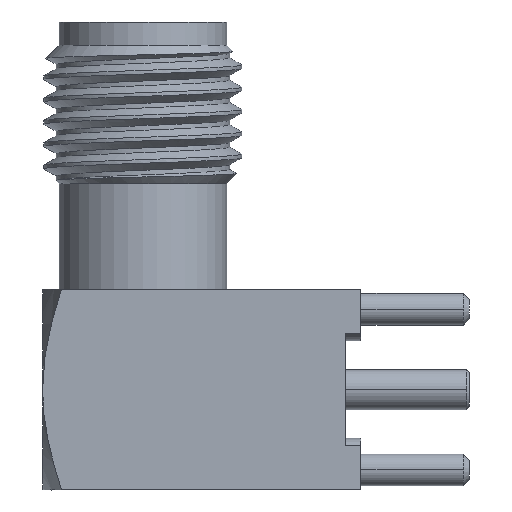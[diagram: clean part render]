
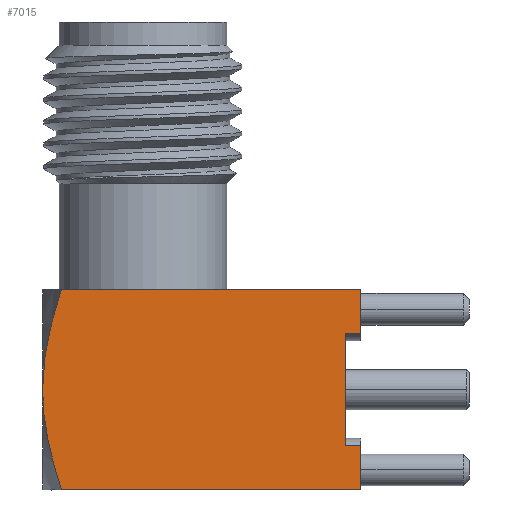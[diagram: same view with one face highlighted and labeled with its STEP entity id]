
A CAD part, front view. The second image highlights one B-rep face of the part: STEP entity #7015.
In plain terms, the highlighted face is planar.
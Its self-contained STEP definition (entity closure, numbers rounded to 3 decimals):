
#152 = CARTESIAN_POINT ( 'NONE',  ( 3.174, -1.063, 9.493 ) ) ;
#443 = CARTESIAN_POINT ( 'NONE',  ( 3.175, -1.592, 9.399 ) ) ;
#475 = CARTESIAN_POINT ( 'NONE',  ( 3.175, 1.662, 9.384 ) ) ;
#545 = CARTESIAN_POINT ( 'NONE',  ( 3.175, 1.619, 9.393 ) ) ;
#582 = CARTESIAN_POINT ( 'NONE',  ( 3.175, 1.822, 9.35 ) ) ;
#584 = VERTEX_POINT ( 'NONE', #6157 ) ;
#630 = CARTESIAN_POINT ( 'NONE',  ( 3.175, -3.175, 8.972 ) ) ;
#679 = EDGE_CURVE ( 'NONE', #1840, #4449, #6267, .T. ) ;
#814 = LINE ( 'NONE', #7160, #1349 ) ;
#877 = AXIS2_PLACEMENT_3D ( 'NONE', #2496, #5968, #7050 ) ;
#956 = EDGE_CURVE ( 'NONE', #1840, #3438, #2665, .T. ) ;
#991 = CARTESIAN_POINT ( 'NONE',  ( 3.173, 1.058, 9.497 ) ) ;
#1070 = CARTESIAN_POINT ( 'NONE',  ( 3.173, 0.53, 9.555 ) ) ;
#1104 = CARTESIAN_POINT ( 'NONE',  ( 3.175, 3.175, 8.972 ) ) ;
#1149 = VECTOR ( 'NONE', #1574, 1000. ) ;
#1349 = VECTOR ( 'NONE', #7121, 1000. ) ;
#1570 = CARTESIAN_POINT ( 'NONE',  ( 3.175, -3.175, 8.972 ) ) ;
#1574 = DIRECTION ( 'NONE',  ( 0., 0., 1. ) ) ;
#1602 = CARTESIAN_POINT ( 'NONE',  ( 3.175, 1.715, 9.373 ) ) ;
#1644 = CARTESIAN_POINT ( 'NONE',  ( 3.175, 0.271, 9.57 ) ) ;
#1666 = VERTEX_POINT ( 'NONE', #5006 ) ;
#1788 = FACE_OUTER_BOUND ( 'NONE', #3576, .T. ) ;
#1840 = VERTEX_POINT ( 'NONE', #5439 ) ;
#1878 = EDGE_CURVE ( 'NONE', #1971, #4449, #6834, .T. ) ;
#1925 = CARTESIAN_POINT ( 'NONE',  ( 3.175, -0.535, 9.554 ) ) ;
#1945 = VECTOR ( 'NONE', #2900, 1000. ) ;
#1971 = VERTEX_POINT ( 'NONE', #6274 ) ;
#2019 = LINE ( 'NONE', #3173, #3740 ) ;
#2094 = ORIENTED_EDGE ( 'NONE', *, *, #3505, .F. ) ;
#2164 = CARTESIAN_POINT ( 'NONE',  ( 3.175, -1.602, 9.397 ) ) ;
#2194 = CARTESIAN_POINT ( 'NONE',  ( 3.175, -1.767, 0. ) ) ;
#2292 = ORIENTED_EDGE ( 'NONE', *, *, #6635, .F. ) ;
#2496 = CARTESIAN_POINT ( 'NONE',  ( 3.175, 27.459, 9.57 ) ) ;
#2586 = VECTOR ( 'NONE', #6805, 1000. ) ;
#2665 = LINE ( 'NONE', #3203, #4721 ) ;
#2673 = CARTESIAN_POINT ( 'NONE',  ( 3.175, -1.767, -0.5 ) ) ;
#2701 = CARTESIAN_POINT ( 'NONE',  ( 3.175, 1.64, 9.389 ) ) ;
#2710 = CARTESIAN_POINT ( 'NONE',  ( 3.175, -1.575, 9.402 ) ) ;
#2742 = B_SPLINE_CURVE_WITH_KNOTS ( 'NONE', 3,
 ( #4525, #1644, #1070, #991, #5583, #545, #4447, #2701, #475, #1602, #582, #5019, #3379, #6737, #7421, #6261, #1104 ),
 .UNSPECIFIED., .F., .F.,
 ( 4, 2, 2, 2, 1, 1, 1, 2, 2, 4 ),
 ( 0., 0.25, 0.5, 0.508, 0.516, 0.531, 0.562, 0.625, 0.75, 1. ),
 .UNSPECIFIED. ) ;
#2900 = DIRECTION ( 'NONE',  ( 0., 0., -1. ) ) ;
#2911 = ORIENTED_EDGE ( 'NONE', *, *, #679, .T. ) ;
#2941 = PLANE ( 'NONE',  #877 ) ;
#3025 = CARTESIAN_POINT ( 'NONE',  ( 3.175, 1.767, 0. ) ) ;
#3173 = CARTESIAN_POINT ( 'NONE',  ( 3.175, 3.175, -0.5 ) ) ;
#3203 = CARTESIAN_POINT ( 'NONE',  ( 3.175, -1.767, 0. ) ) ;
#3326 = CARTESIAN_POINT ( 'NONE',  ( 3.175, 1.767, -0.5 ) ) ;
#3362 = CARTESIAN_POINT ( 'NONE',  ( 3.175, -3.175, -0.5 ) ) ;
#3379 = CARTESIAN_POINT ( 'NONE',  ( 3.176, 2.101, 9.283 ) ) ;
#3425 = CARTESIAN_POINT ( 'NONE',  ( 3.176, -0.274, 9.569 ) ) ;
#3438 = VERTEX_POINT ( 'NONE', #2673 ) ;
#3505 = EDGE_CURVE ( 'NONE', #5173, #5943, #6031, .T. ) ;
#3543 = VECTOR ( 'NONE', #4602, 1000. ) ;
#3576 = EDGE_LOOP ( 'NONE', ( #7175, #4124, #6968, #2911, #4561, #2292, #5889, #6705, #2094 ) ) ;
#3740 = VECTOR ( 'NONE', #4271, 1000. ) ;
#3854 = CARTESIAN_POINT ( 'NONE',  ( 3.176, -2.605, 9.155 ) ) ;
#4124 = ORIENTED_EDGE ( 'NONE', *, *, #7082, .F. ) ;
#4271 = DIRECTION ( 'NONE',  ( 0., -1., 0. ) ) ;
#4447 = CARTESIAN_POINT ( 'NONE',  ( 3.175, 1.625, 9.392 ) ) ;
#4449 = VERTEX_POINT ( 'NONE', #3025 ) ;
#4507 = CARTESIAN_POINT ( 'NONE',  ( 3.175, 3.175, 8.972 ) ) ;
#4525 = CARTESIAN_POINT ( 'NONE',  ( 3.175, 0., 9.57 ) ) ;
#4561 = ORIENTED_EDGE ( 'NONE', *, *, #1878, .F. ) ;
#4572 = EDGE_CURVE ( 'NONE', #1666, #584, #5040, .T. ) ;
#4602 = DIRECTION ( 'NONE',  ( 0., 1., 0. ) ) ;
#4636 = VERTEX_POINT ( 'NONE', #3362 ) ;
#4721 = VECTOR ( 'NONE', #6081, 1000. ) ;
#4749 = CARTESIAN_POINT ( 'NONE',  ( 3.175, 0., 9.57 ) ) ;
#4789 = CARTESIAN_POINT ( 'NONE',  ( 3.174, -0.931, 9.511 ) ) ;
#4823 = CARTESIAN_POINT ( 'NONE',  ( 3.175, -1.266, 9.46 ) ) ;
#5006 = CARTESIAN_POINT ( 'NONE',  ( 3.175, 3.175, 8.972 ) ) ;
#5019 = CARTESIAN_POINT ( 'NONE',  ( 3.175, 1.914, 9.328 ) ) ;
#5030 = CARTESIAN_POINT ( 'NONE',  ( 3.175, -1.549, 9.408 ) ) ;
#5040 = LINE ( 'NONE', #4507, #2586 ) ;
#5173 = VERTEX_POINT ( 'NONE', #6069 ) ;
#5305 = CARTESIAN_POINT ( 'NONE',  ( 3.175, -1.488, 9.42 ) ) ;
#5439 = CARTESIAN_POINT ( 'NONE',  ( 3.175, -1.767, 0. ) ) ;
#5583 = CARTESIAN_POINT ( 'NONE',  ( 3.175, 1.326, 9.453 ) ) ;
#5778 = LINE ( 'NONE', #630, #1945 ) ;
#5889 = ORIENTED_EDGE ( 'NONE', *, *, #4572, .F. ) ;
#5920 = EDGE_CURVE ( 'NONE', #5943, #1666, #2742, .T. ) ;
#5943 = VERTEX_POINT ( 'NONE', #6190 ) ;
#5968 = DIRECTION ( 'NONE',  ( -1., 0., 0. ) ) ;
#6031 = B_SPLINE_CURVE_WITH_KNOTS ( 'NONE', 3,
 ( #1570, #3854, #6159, #2164, #443, #2710, #5030, #5305, #7072, #4823, #152, #4789, #1925, #3425, #4749 ),
 .UNSPECIFIED., .F., .F.,
 ( 4, 2, 2, 1, 1, 1, 2, 2, 4 ),
 ( 0., 0.5, 0.508, 0.516, 0.531, 0.563, 0.625, 0.75, 1. ),
 .UNSPECIFIED. ) ;
#6069 = CARTESIAN_POINT ( 'NONE',  ( 3.175, -3.175, 8.972 ) ) ;
#6081 = DIRECTION ( 'NONE',  ( 0., 0., -1. ) ) ;
#6157 = CARTESIAN_POINT ( 'NONE',  ( 3.175, 3.175, -0.5 ) ) ;
#6159 = CARTESIAN_POINT ( 'NONE',  ( 3.175, -2.092, 9.296 ) ) ;
#6190 = CARTESIAN_POINT ( 'NONE',  ( 3.175, 0., 9.57 ) ) ;
#6261 = CARTESIAN_POINT ( 'NONE',  ( 3.176, 2.889, 9.064 ) ) ;
#6267 = LINE ( 'NONE', #2194, #3543 ) ;
#6274 = CARTESIAN_POINT ( 'NONE',  ( 3.175, 1.767, -0.5 ) ) ;
#6635 = EDGE_CURVE ( 'NONE', #584, #1971, #2019, .T. ) ;
#6705 = ORIENTED_EDGE ( 'NONE', *, *, #5920, .F. ) ;
#6737 = CARTESIAN_POINT ( 'NONE',  ( 3.176, 2.228, 9.251 ) ) ;
#6805 = DIRECTION ( 'NONE',  ( 0., 0., -1. ) ) ;
#6834 = LINE ( 'NONE', #3326, #1149 ) ;
#6968 = ORIENTED_EDGE ( 'NONE', *, *, #956, .F. ) ;
#6981 = EDGE_CURVE ( 'NONE', #5173, #4636, #5778, .T. ) ;
#7015 = ADVANCED_FACE ( 'NONE', ( #1788 ), #2941, .F. ) ;
#7050 = DIRECTION ( 'NONE',  ( 0., -1., 0. ) ) ;
#7072 = CARTESIAN_POINT ( 'NONE',  ( 3.175, -1.367, 9.442 ) ) ;
#7082 = EDGE_CURVE ( 'NONE', #3438, #4636, #814, .T. ) ;
#7121 = DIRECTION ( 'NONE',  ( 0., -1., 0. ) ) ;
#7160 = CARTESIAN_POINT ( 'NONE',  ( 3.175, -1.767, -0.5 ) ) ;
#7175 = ORIENTED_EDGE ( 'NONE', *, *, #6981, .T. ) ;
#7421 = CARTESIAN_POINT ( 'NONE',  ( 3.176, 2.617, 9.145 ) ) ;
